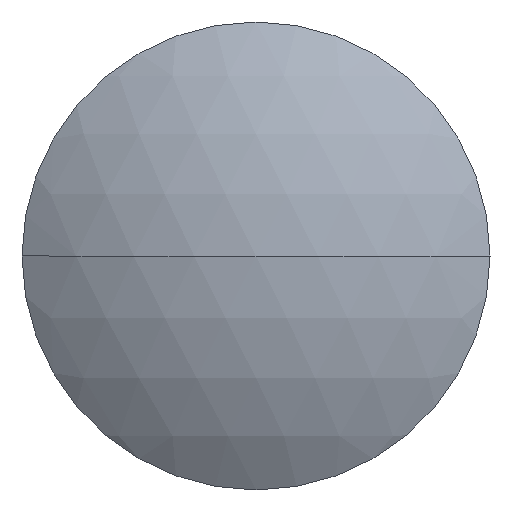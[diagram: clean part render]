
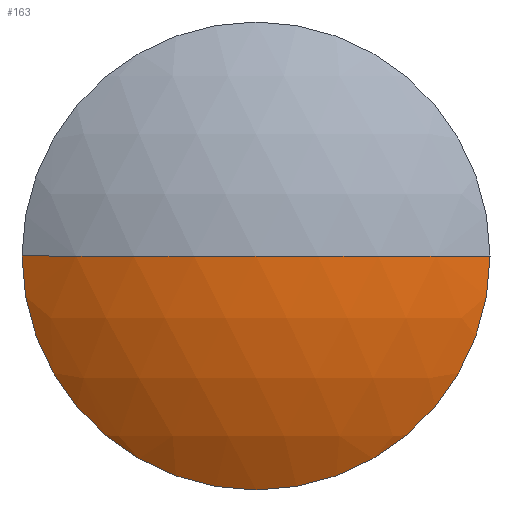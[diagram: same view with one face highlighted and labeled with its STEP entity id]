
A CAD part, left-side view. The second image highlights one B-rep face of the part: STEP entity #163.
In plain terms, the highlighted spherical face has radius 45 mm.
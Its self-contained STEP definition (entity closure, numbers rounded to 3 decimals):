
#3 = EDGE_CURVE ( 'NONE', #61, #38, #100, .T. ) ;
#4 = AXIS2_PLACEMENT_3D ( 'NONE', #116, #169, #72 ) ;
#13 = ORIENTED_EDGE ( 'NONE', *, *, #168, .T. ) ;
#15 = ORIENTED_EDGE ( 'NONE', *, *, #79, .F. ) ;
#18 = CARTESIAN_POINT ( 'NONE',  ( 290.282, 130.434, 0. ) ) ;
#24 = DIRECTION ( 'NONE',  ( 0., 0., -1. ) ) ;
#27 = CIRCLE ( 'NONE', #114, 45. ) ;
#33 = DIRECTION ( 'NONE',  ( 0., 0., 1. ) ) ;
#34 = CARTESIAN_POINT ( 'NONE',  ( 252.866, 155.434, 0. ) ) ;
#37 = DIRECTION ( 'NONE',  ( 0., -1., 0. ) ) ;
#38 = VERTEX_POINT ( 'NONE', #136 ) ;
#58 = AXIS2_PLACEMENT_3D ( 'NONE', #94, #129, #37 ) ;
#61 = VERTEX_POINT ( 'NONE', #185 ) ;
#63 = CARTESIAN_POINT ( 'NONE',  ( 290.282, 130.434, 0. ) ) ;
#72 = DIRECTION ( 'NONE',  ( 0., 1., 0. ) ) ;
#73 = FACE_OUTER_BOUND ( 'NONE', #82, .T. ) ;
#79 = EDGE_CURVE ( 'NONE', #92, #38, #27, .T. ) ;
#82 = EDGE_LOOP ( 'NONE', ( #13, #171, #15 ) ) ;
#92 = VERTEX_POINT ( 'NONE', #34 ) ;
#94 = CARTESIAN_POINT ( 'NONE',  ( 252.866, 130.434, 0. ) ) ;
#100 = CIRCLE ( 'NONE', #4, 45. ) ;
#109 = CIRCLE ( 'NONE', #58, 25. ) ;
#114 = AXIS2_PLACEMENT_3D ( 'NONE', #63, #33, #140 ) ;
#116 = CARTESIAN_POINT ( 'NONE',  ( 290.282, 130.434, 0. ) ) ;
#125 = AXIS2_PLACEMENT_3D ( 'NONE', #18, #24, #188 ) ;
#129 = DIRECTION ( 'NONE',  ( -1., 0., 0. ) ) ;
#136 = CARTESIAN_POINT ( 'NONE',  ( 245.282, 130.434, 0. ) ) ;
#140 = DIRECTION ( 'NONE',  ( 1., 0., 0. ) ) ;
#163 = ADVANCED_FACE ( 'NONE', ( #73 ), #181, .T. ) ;
#168 = EDGE_CURVE ( 'NONE', #92, #61, #109, .T. ) ;
#169 = DIRECTION ( 'NONE',  ( 0., 0., -1. ) ) ;
#171 = ORIENTED_EDGE ( 'NONE', *, *, #3, .T. ) ;
#181 = SPHERICAL_SURFACE ( 'NONE', #125, 45. ) ;
#185 = CARTESIAN_POINT ( 'NONE',  ( 252.866, 105.434, 0. ) ) ;
#188 = DIRECTION ( 'NONE',  ( 0., 1., 0. ) ) ;
